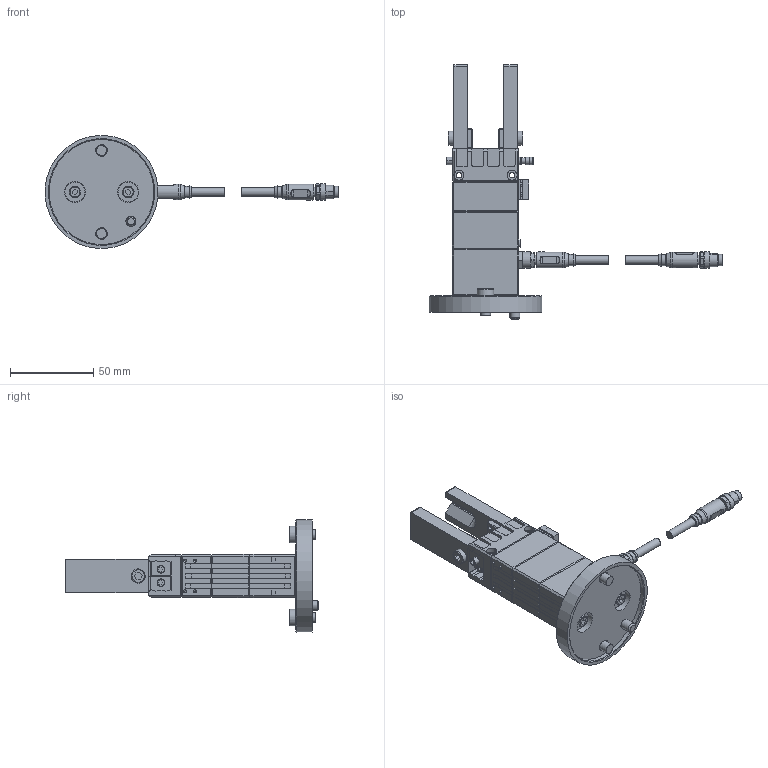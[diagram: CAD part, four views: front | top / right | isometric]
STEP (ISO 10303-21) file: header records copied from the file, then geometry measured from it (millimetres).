
FILE_DESCRIPTION (( 'STEP AP214' ), '1' );
FILE_NAME ('Schunk_EGP_40-N-N-B.STEP', '2024-04-19T20:39:59', ( '' ), ( '' ), 'SwSTEP 2.0', 'SolidWorks 2019', '' );
FILE_SCHEMA (( 'AUTOMOTIVE_DESIGN' ));
Length unit declared in the file: millimetre
Products named in the file (19): P000122_-; P003459; P003492; P003457; P001039_standard; Schunk_EGP_40-N-N-B; P003455; P005817; P002935; P003461; P003458; P005814; P005815; P003454; P000450_DIN 7984 M6x12 + Tuflok; P003462; P003456; P004602; P003460
Assembly tree (31 placements, depth 3):
  Schunk_EGP_40-N-N-B
    P005815  x2
    P003454
      P003460
      P003459  x2
      P003461  x2
      P003457  x4
      P003456  x3
      P003462
      P003455
      P003458
    P003492
    P005814  x2
    P000122_-  x2
    P004602  x2
    P002935  x2
    P000450_DIN 7984 M6x12 + Tuflok  x2
    P005817
    P001039_standard
Bounding box: 176.47 x 152.65 x 67.74 mm (x, y, z)
Volume: 133588.2 mm3; surface area: 50783.2 mm2
Topology: 31 solids, 31 shells, 1264 faces, 3130 edges, 1990 vertices
Faces by surface type: plane 765, cylinder 352, cone 85, torus 36, bspline 18, sphere 8
Full cylindrical faces by diameter (mm): 1 x4, 1.2 x4, 4 x2, 4.3 x2, 4.4 x2, 5 x4, 5.3 x2, 5.7 x1, 5.8 x3, 6 x8, 6.7 x2, 6.8 x1, 7 x5, 8.5 x2, 9.5 x2, 10 x4, 12 x2, 13 x2, 63 x1, 68 x1
Entity records: 41062 total; most frequent: CARTESIAN_POINT 7388, DIRECTION 4761, ORIENTED_EDGE 4622, EDGE_CURVE 2311, AXIS2_PLACEMENT_3D 1588, LINE 1585, VECTOR 1585, VERTEX_POINT 1523
